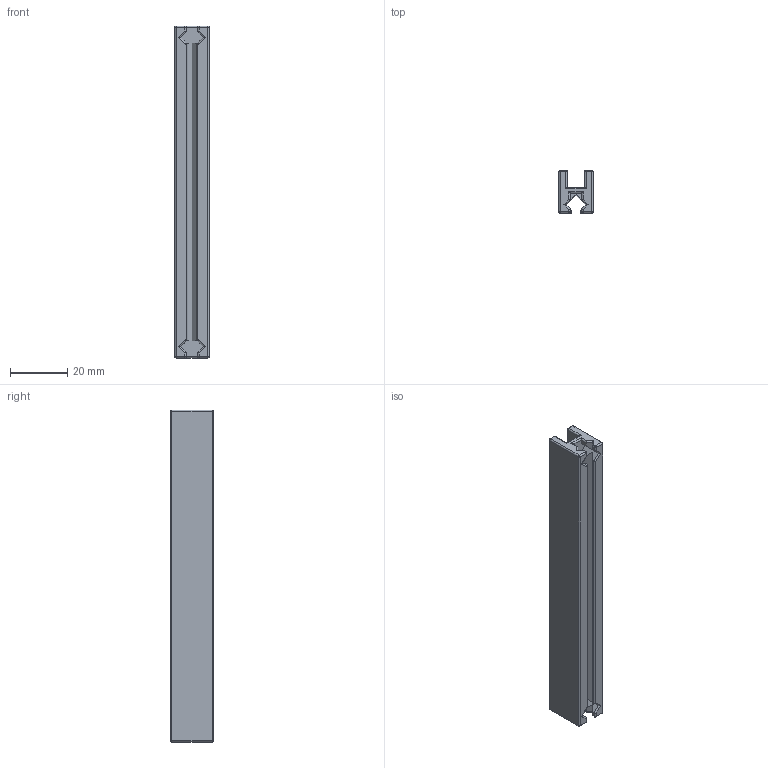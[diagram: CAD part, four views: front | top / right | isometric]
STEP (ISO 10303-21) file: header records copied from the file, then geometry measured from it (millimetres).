
FILE_DESCRIPTION(('STEP AP242'), '1');
FILE_NAME('item3dPrinterDoorPlankV1', '', ('UNSPECIFIED'), ('UNSPECIFIED'), 'C3D Converter', 'C3D Toolkit', '');
FILE_SCHEMA(('AP242_MANAGED_MODEL_BASED_3D_ENGINEERING_MIM_LF { 1 0 10303 442 1 1 4 }'));
Length unit declared in the file: millimetre
Bounding box: 12 x 15 x 116 mm (x, y, z)
Volume: 13501.7 mm3; surface area: 9408 mm2
Topology: 1 solids, 1 shells, 125 faces, 301 edges, 162 vertices
Faces by surface type: cylinder 60, plane 49, sphere 16
Entity records: 3410 total; most frequent: CARTESIAN_POINT 681, ORIENTED_EDGE 570, DIRECTION 549, EDGE_CURVE 285, LINE 201, VECTOR 201, AXIS2_PLACEMENT_3D 174, VERTEX_POINT 162
